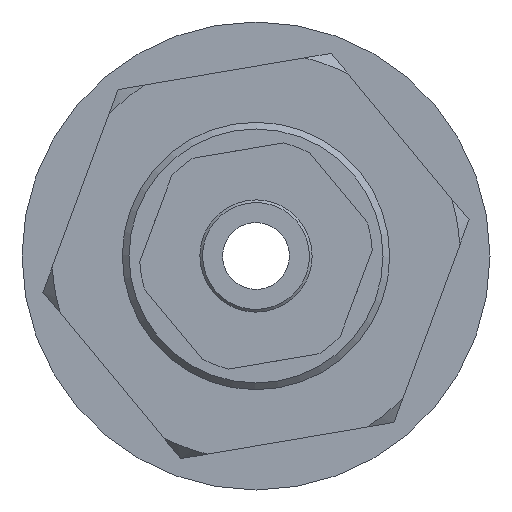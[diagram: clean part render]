
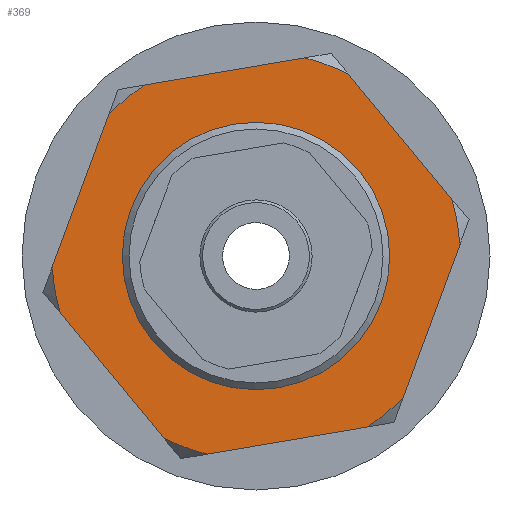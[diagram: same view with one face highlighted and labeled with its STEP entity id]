
A CAD part, front view. The second image highlights one B-rep face of the part: STEP entity #369.
In plain terms, the highlighted face is planar.
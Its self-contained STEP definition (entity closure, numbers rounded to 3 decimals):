
#369=ADVANCED_FACE('',(#711,#712),#713,.F.);
#711=FACE_BOUND('',#1156,.T.);
#712=FACE_OUTER_BOUND('',#1157,.T.);
#713=PLANE('',#1158);
#1156=EDGE_LOOP('',(#2348));
#1157=EDGE_LOOP('',(#2349,#2350,#2351,#2352,#2353,#2354,#2355,#2356,#2357,#2358,#2359,#2360));
#1158=AXIS2_PLACEMENT_3D('',#2361,#2362,#2363);
#2348=ORIENTED_EDGE('',*,*,#3357,.T.);
#2349=ORIENTED_EDGE('',*,*,#3369,.F.);
#2350=ORIENTED_EDGE('',*,*,#3370,.F.);
#2351=ORIENTED_EDGE('',*,*,#3371,.F.);
#2352=ORIENTED_EDGE('',*,*,#3372,.F.);
#2353=ORIENTED_EDGE('',*,*,#3373,.F.);
#2354=ORIENTED_EDGE('',*,*,#3374,.F.);
#2355=ORIENTED_EDGE('',*,*,#3375,.F.);
#2356=ORIENTED_EDGE('',*,*,#3351,.F.);
#2357=ORIENTED_EDGE('',*,*,#3376,.F.);
#2358=ORIENTED_EDGE('',*,*,#3335,.F.);
#2359=ORIENTED_EDGE('',*,*,#3377,.F.);
#2360=ORIENTED_EDGE('',*,*,#3344,.F.);
#2361=CARTESIAN_POINT('',(0.,0.,14.0));
#2362=DIRECTION('',(-1.0,0.,0.0));
#2363=DIRECTION('',(0.,-1.0,0.0));
#3335=EDGE_CURVE('',#3737,#3739,#3740,.T.);
#3344=EDGE_CURVE('',#3754,#3756,#3757,.T.);
#3351=EDGE_CURVE('',#3765,#3767,#3768,.T.);
#3357=EDGE_CURVE('',#3777,#3777,#3778,.T.);
#3369=EDGE_CURVE('',#3795,#3754,#3796,.T.);
#3370=EDGE_CURVE('',#3797,#3795,#3798,.T.);
#3371=EDGE_CURVE('',#3799,#3797,#3800,.T.);
#3372=EDGE_CURVE('',#3801,#3799,#3802,.T.);
#3373=EDGE_CURVE('',#3803,#3801,#3804,.T.);
#3374=EDGE_CURVE('',#3805,#3803,#3806,.T.);
#3375=EDGE_CURVE('',#3767,#3805,#3807,.T.);
#3376=EDGE_CURVE('',#3739,#3765,#3808,.T.);
#3377=EDGE_CURVE('',#3756,#3737,#3809,.T.);
#3737=VERTEX_POINT('',#4339);
#3739=VERTEX_POINT('',#4344);
#3740=LINE('',#4345,#4346);
#3754=VERTEX_POINT('',#4372);
#3756=VERTEX_POINT('',#4377);
#3757=LINE('',#4378,#4379);
#3765=VERTEX_POINT('',#4397);
#3767=VERTEX_POINT('',#4402);
#3768=LINE('',#4403,#4404);
#3777=VERTEX_POINT('',#4421);
#3778=CIRCLE('',#4422,4.459);
#3795=VERTEX_POINT('',#4442);
#3796=CIRCLE('',#4443,7.63);
#3797=VERTEX_POINT('',#4444);
#3798=LINE('',#4445,#4446);
#3799=VERTEX_POINT('',#4447);
#3800=CIRCLE('',#4448,7.63);
#3801=VERTEX_POINT('',#4449);
#3802=LINE('',#4450,#4451);
#3803=VERTEX_POINT('',#4452);
#3804=CIRCLE('',#4453,7.63);
#3805=VERTEX_POINT('',#4454);
#3806=LINE('',#4455,#4456);
#3807=CIRCLE('',#4457,7.63);
#3808=CIRCLE('',#4458,7.63);
#3809=CIRCLE('',#4459,7.63);
#4339=CARTESIAN_POINT('',(0.0,4.544,6.129));
#4344=CARTESIAN_POINT('',(0.0,7.58,0.871));
#4345=CARTESIAN_POINT('',(0.,4.041,7.0));
#4346=VECTOR('',#5528,1.0);
#4372=CARTESIAN_POINT('',(0.0,-3.036,7.0));
#4377=CARTESIAN_POINT('',(0.0,3.036,7.0));
#4378=CARTESIAN_POINT('',(0.,-4.041,7.0));
#4379=VECTOR('',#5532,1.0);
#4397=CARTESIAN_POINT('',(0.0,7.58,-0.871));
#4402=CARTESIAN_POINT('',(0.0,4.544,-6.129));
#4403=CARTESIAN_POINT('',(0.,8.083,0.));
#4404=VECTOR('',#5534,1.0);
#4421=CARTESIAN_POINT('',(0.,-4.459,0.));
#4422=AXIS2_PLACEMENT_3D('',#5537,#5538,#5539);
#4442=CARTESIAN_POINT('',(0.0,-4.544,6.129));
#4443=AXIS2_PLACEMENT_3D('',#5561,#5562,#5563);
#4444=CARTESIAN_POINT('',(0.,-7.58,0.871));
#4445=CARTESIAN_POINT('',(0.,-8.083,0.));
#4446=VECTOR('',#5564,1.0);
#4447=CARTESIAN_POINT('',(0.0,-7.58,-0.871));
#4448=AXIS2_PLACEMENT_3D('',#5565,#5566,#5567);
#4449=CARTESIAN_POINT('',(0.0,-4.544,-6.129));
#4450=CARTESIAN_POINT('',(0.,-4.041,-7.0));
#4451=VECTOR('',#5568,1.0);
#4452=CARTESIAN_POINT('',(0.0,-3.036,-7.0));
#4453=AXIS2_PLACEMENT_3D('',#5569,#5570,#5571);
#4454=CARTESIAN_POINT('',(0.0,3.036,-7.0));
#4455=CARTESIAN_POINT('',(0.,4.041,-7.0));
#4456=VECTOR('',#5572,1.0);
#4457=AXIS2_PLACEMENT_3D('',#5573,#5574,#5575);
#4458=AXIS2_PLACEMENT_3D('',#5576,#5577,#5578);
#4459=AXIS2_PLACEMENT_3D('',#5579,#5580,#5581);
#5528=DIRECTION('',(0.,0.5,-0.866));
#5532=DIRECTION('',(0.,1.0,0.0));
#5534=DIRECTION('',(0.,-0.5,-0.866));
#5537=CARTESIAN_POINT('',(0.0,0.,0.));
#5538=DIRECTION('',(-1.0,0.,0.0));
#5539=DIRECTION('',(0.,-1.0,0.0));
#5561=CARTESIAN_POINT('',(0.,0.,0.0));
#5562=DIRECTION('',(-1.0,0.,0.0));
#5563=DIRECTION('',(0.,-1.0,0.0));
#5564=DIRECTION('',(0.,0.5,0.866));
#5565=CARTESIAN_POINT('',(0.,0.,0.0));
#5566=DIRECTION('',(-1.0,0.,0.0));
#5567=DIRECTION('',(0.,-1.0,0.0));
#5568=DIRECTION('',(0.,-0.5,0.866));
#5569=CARTESIAN_POINT('',(0.,0.,0.0));
#5570=DIRECTION('',(-1.0,0.,0.0));
#5571=DIRECTION('',(0.,-1.0,0.0));
#5572=DIRECTION('',(0.,-1.0,0.0));
#5573=CARTESIAN_POINT('',(0.,0.,0.0));
#5574=DIRECTION('',(-1.0,0.,0.0));
#5575=DIRECTION('',(0.,-1.0,0.0));
#5576=CARTESIAN_POINT('',(0.,0.,0.0));
#5577=DIRECTION('',(-1.0,0.,0.0));
#5578=DIRECTION('',(0.,-1.0,0.0));
#5579=CARTESIAN_POINT('',(0.,0.,0.0));
#5580=DIRECTION('',(-1.0,0.,0.0));
#5581=DIRECTION('',(0.,-1.0,0.0));
